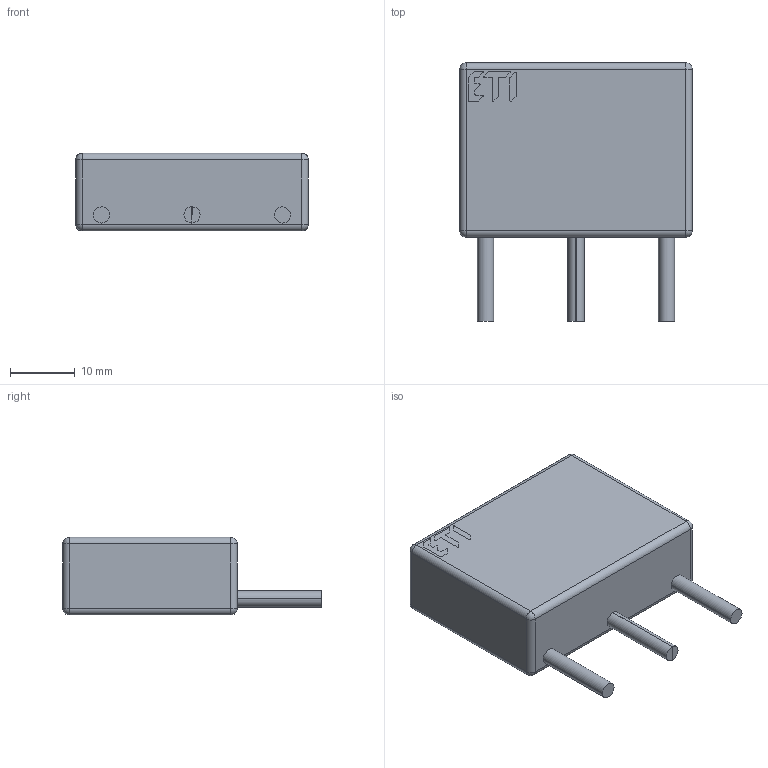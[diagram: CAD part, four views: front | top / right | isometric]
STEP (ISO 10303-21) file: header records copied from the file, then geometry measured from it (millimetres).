
FILE_DESCRIPTION((''),'2;1');
FILE_NAME('ETITEC_L3_255_ASM','2021-03-02T',('marketing.praksa'),('Audax d.o.o.'),'CREO PARAMETRIC BY PTC INC, 2017480','CREO PARAMETRIC BY PTC INC, 2017480','');
FILE_SCHEMA(('AUTOMOTIVE_DESIGN { 1 0 10303 214 1 1 1 1 }'));
Products named in the file (11): TMP_DWG_65_1_1_1_2_1_2_3_1_1; TMP_DWG_65_1_2_1_2_1_2_3_1_1; TMP_DWG_65_1_3_1_2_1_2_3_1_1; ASM0005_ASM_1_ASM; PRT0009_1; PRT0010_1; PRT0011_1; PRT0012_1; PRT0013_1; ASM0012_ASM; ETITEC_L3_255_ASM
Assembly tree (10 placements, depth 3):
  ETITEC_L3_255_ASM
    ASM0005_ASM_1_ASM
      TMP_DWG_65_1_1_1_2_1_2_3_1_1
      TMP_DWG_65_1_2_1_2_1_2_3_1_1
      TMP_DWG_65_1_3_1_2_1_2_3_1_1
    PRT0009_1
    ASM0012_ASM
      PRT0010_1
      PRT0011_1
      PRT0012_1
      PRT0013_1
Bounding box: 36 x 40 x 12.04 mm (x, y, z)
Volume: 11813.4 mm3; surface area: 3812.2 mm2
Topology: 8 solids, 8 shells, 96 faces, 220 edges, 140 vertices
Faces by surface type: plane 46, cylinder 42, sphere 8
Entity records: 4174 total; most frequent: DIRECTION 556, CARTESIAN_POINT 513, ORIENTED_EDGE 440, EDGE_CURVE 220, AXIS2_PLACEMENT_3D 212, COLOUR_RGB 165, VERTEX_POINT 140, PRESENTATION_STYLE_ASSIGNMENT 135
